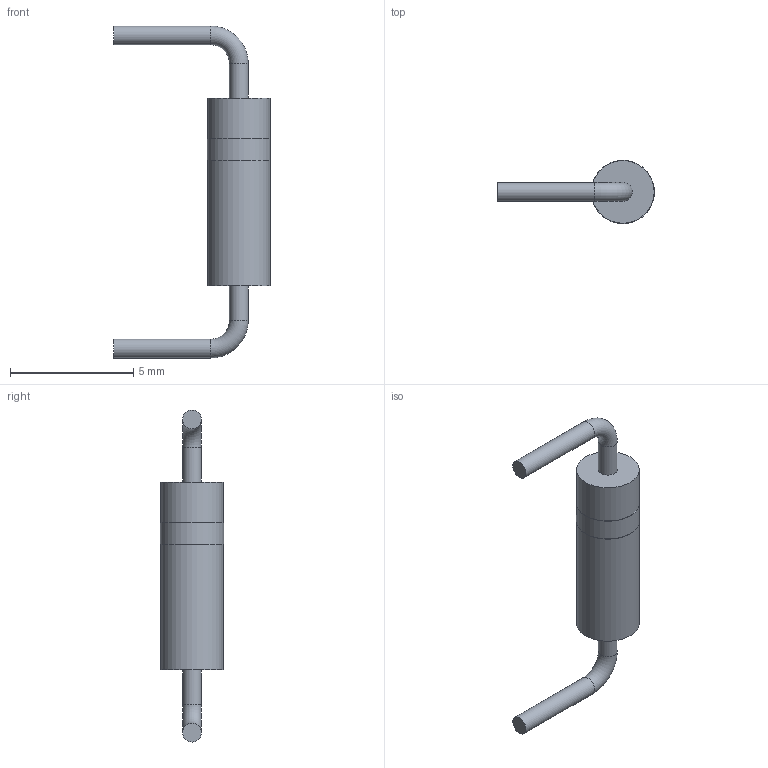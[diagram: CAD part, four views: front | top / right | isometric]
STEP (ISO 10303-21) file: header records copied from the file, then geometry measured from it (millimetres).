
FILE_DESCRIPTION(/* description */ (''),/* implementation_level */ '2;1');
FILE_NAME(/* name */ '827-7362-070',/* time_stamp */ '2000-05-10T13:05:42-05:00',/* author */ (''),/* organization */ (''),/* preprocessor_version */ 'ST-DEVELOPER 1.6',/* originating_system */ 'UNIGRAPHICS SOLUTIONS - UNIGRAPHICS 15.0',/* authorisation */ '');
FILE_SCHEMA (('CONFIG_CONTROL_DESIGN'));
Length unit declared in the file: inch
Products named in the file (5): 827-7362-105; 827-7362-073; 827-7362-072; 827-7362-071; 827-7362-070
Assembly tree (5 placements, depth 2):
  827-7362-070
    827-7362-071
    827-7362-072  x2
    827-7362-073
    827-7362-105
Bounding box: 6.36 x 2.57 x 13.46 mm (x, y, z)
Volume: 45.2 mm3; surface area: 121.3 mm2
Topology: 4 solids, 4 shells, 17 faces, 25 edges, 16 vertices
Faces by surface type: plane 8, cylinder 7, torus 2
Full cylindrical faces by diameter (mm): 0.762 x4, 2.54 x1, 2.543 x1, 2.565 x1
Entity records: 829 total; most frequent: DIRECTION 56, ORGANIZATION 45, PERSON_AND_ORGANIZATION 45, CARTESIAN_POINT 38, CALENDAR_DATE 35, COORDINATED_UNIVERSAL_TIME_OFFSET 35, LOCAL_TIME 35, DATE_AND_TIME 35
